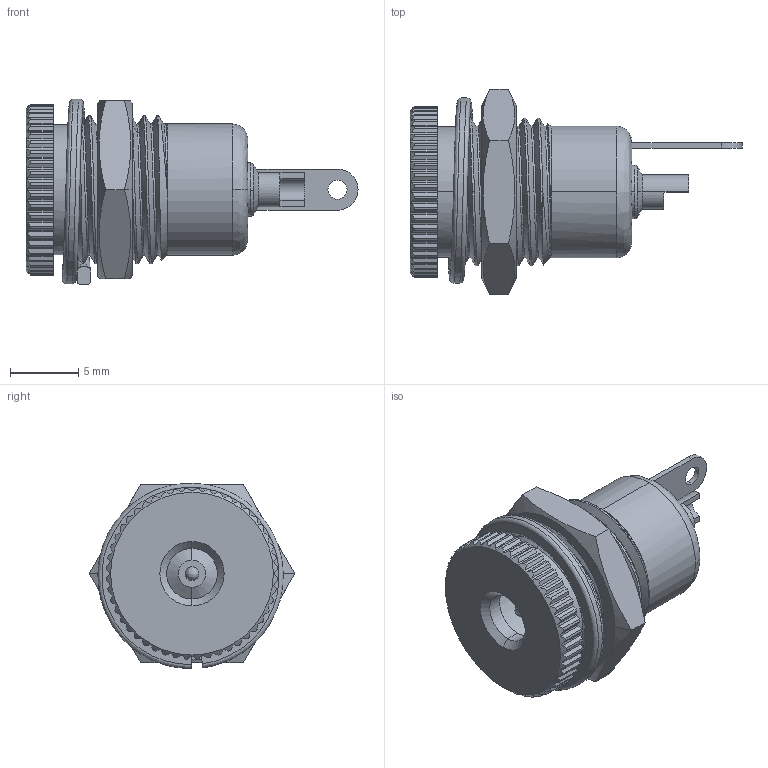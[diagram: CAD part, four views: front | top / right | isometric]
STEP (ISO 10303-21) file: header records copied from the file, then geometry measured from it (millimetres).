
FILE_DESCRIPTION (( 'STEP AP203' ), '1' );
FILE_NAME ('54-00060_revA2.STEP', '2018-11-05T21:34:35', ( '' ), ( '' ), 'SwSTEP 2.0', 'SolidWorks 2015', '' );
FILE_SCHEMA (( 'CONFIG_CONTROL_DESIGN' ));
Length unit declared in the file: millimetre
Products named in the file (10): 54-00060-4; 54-00060 nut; 54-00060-5; 54-00060-3; 54-00060 shell; 54-00060-1; 54-00060_revA2; 54-00060-6; 56-00001_Helical - Render; 54-00060_ASM
Assembly tree (9 placements, depth 3):
  54-00060_revA2
    54-00060 shell
    54-00060_ASM
      54-00060-1
      54-00060-3
      54-00060-4
      54-00060-5
      54-00060-6
    54-00060 nut
    56-00001_Helical - Render
Bounding box: 24.25 x 15.01 x 13.53 mm (x, y, z)
Volume: 980 mm3; surface area: 2595.7 mm2
Topology: 7 solids, 9 shells, 392 faces, 1074 edges, 701 vertices
Faces by surface type: plane 188, cylinder 131, bspline 43, cone 30
Entity records: 18513 total; most frequent: CARTESIAN_POINT 8432, ORIENTED_EDGE 2134, DIRECTION 1536, EDGE_CURVE 1068, VERTEX_POINT 701, AXIS2_PLACEMENT_3D 593, B_SPLINE_CURVE_WITH_KNOTS 472, EDGE_LOOP 414
